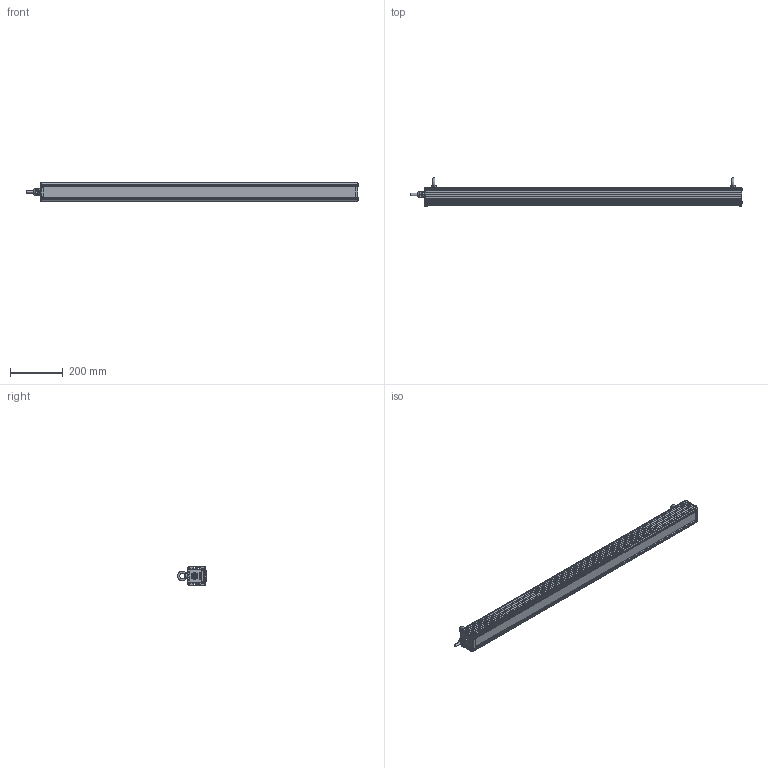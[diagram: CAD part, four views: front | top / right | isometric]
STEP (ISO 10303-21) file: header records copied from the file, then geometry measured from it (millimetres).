
FILE_DESCRIPTION(('STEP AP214'), '1');
FILE_NAME('001.0065.02.700 - ÃÑÏ Ôàâîðèò 70', '2023-09-28T10:27:11', ('Ëóêîíèí'), ('ÎÊÁ Ñâîé Ñòèëü'), 'C3D Converter', 'C3D Toolkit', '');
FILE_SCHEMA(('AUTOMOTIVE_DESIGN { 1 0 10303 214 3 1 1}'));
Length unit declared in the file: millimetre
Products named in the file (30): 001.0065.02.700 СБ; 001.0065.02.000
Assembly tree (284 placements, depth 3):
  001.0065.02.700 СБ
    001.0065.02.000  x2
      (unnamed)
      (unnamed)
    (unnamed)
    (unnamed)
    (unnamed)  x4
    (unnamed)  x4
    (unnamed)
    (unnamed)
    (unnamed)
    (unnamed)
    (unnamed)
      (unnamed)
    (unnamed)  x16
    (unnamed)  x4
    (unnamed)  x4
    (unnamed)  x4
    (unnamed)  x4
    (unnamed)  x4
    (unnamed)  x48
    (unnamed)  x48
    (unnamed)  x16
    (unnamed)  x4
    (unnamed)  x4
    (unnamed)  x4
    (unnamed)  x4
    (unnamed)  x4
    (unnamed)  x48
    (unnamed)  x48
Bounding box: 1257 x 109.18 x 75.06 mm (x, y, z)
Volume: 1547404.2 mm3; surface area: 1439344.9 mm2
Topology: 284 solids, 284 shells, 3550 faces, 9035 edges, 6095 vertices
Faces by surface type: plane 2587, cylinder 781, cone 100, bspline 37, sphere 32, torus 13
Full cylindrical faces by diameter (mm): 1 x32, 1.522 x32, 3.2 x32, 3.5 x32, 4 x8, 6 x2, 8 x8, 12 x1, 12.5 x1, 16 x1, 18.5 x3, 20 x1, 23.5 x1
Entity records: 90123 total; most frequent: CARTESIAN_POINT 37881, ORIENTED_EDGE 8214, DIRECTION 7762, EDGE_CURVE 4107, VERTEX_POINT 2819, AXIS2_PLACEMENT_3D 2685, LINE 2392, VECTOR 2392
